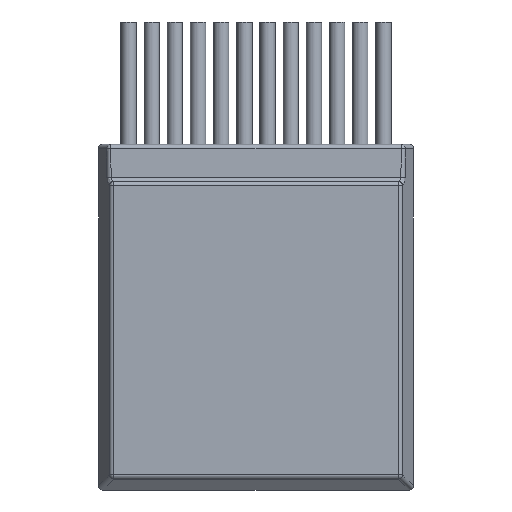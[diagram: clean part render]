
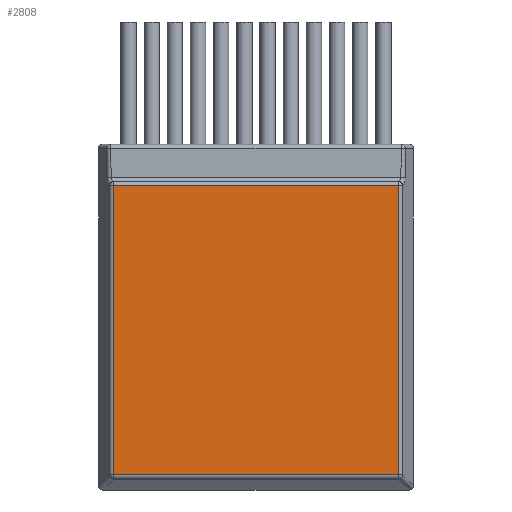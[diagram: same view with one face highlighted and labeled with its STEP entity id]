
A CAD part, front view. The second image highlights one B-rep face of the part: STEP entity #2808.
In plain terms, the highlighted planar face has unit normal (0, -1, 0).
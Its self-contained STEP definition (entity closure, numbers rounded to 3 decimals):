
#79=DIRECTION('',(1.,0.,0.));
#80=VECTOR('',#79,32.546);
#81=CARTESIAN_POINT('',(-16.273,-3.975,-16.523));
#82=LINE('',#81,#80);
#726=DIRECTION('',(-1.,0.,0.));
#727=VECTOR('',#726,32.546);
#728=CARTESIAN_POINT('',(16.273,-3.975,16.523));
#729=LINE('',#728,#727);
#749=DIRECTION('',(0.,0.,1.));
#750=VECTOR('',#749,33.046);
#751=CARTESIAN_POINT('',(16.273,-3.975,-16.523));
#752=LINE('',#751,#750);
#784=DIRECTION('',(0.,0.,-1.));
#785=VECTOR('',#784,33.046);
#786=CARTESIAN_POINT('',(-16.273,-3.975,16.523));
#787=LINE('',#786,#785);
#1245=CARTESIAN_POINT('',(-16.273,-3.975,-16.523));
#1246=VERTEX_POINT('',#1245);
#1247=CARTESIAN_POINT('',(16.273,-3.975,-16.523));
#1248=VERTEX_POINT('',#1247);
#1371=CARTESIAN_POINT('',(16.273,-3.975,16.523));
#1372=VERTEX_POINT('',#1371);
#1373=CARTESIAN_POINT('',(-16.273,-3.975,16.523));
#1374=VERTEX_POINT('',#1373);
#2796=CARTESIAN_POINT('',(0.,-3.975,-18.25));
#2797=DIRECTION('',(0.,-1.,0.));
#2798=DIRECTION('',(0.,0.,-1.));
#2799=AXIS2_PLACEMENT_3D('',#2796,#2797,#2798);
#2800=PLANE('',#2799);
#2801=ORIENTED_EDGE('',*,*,#2745,.F.);
#2802=ORIENTED_EDGE('',*,*,#1578,.F.);
#2804=ORIENTED_EDGE('',*,*,#2803,.F.);
#2805=ORIENTED_EDGE('',*,*,#2684,.F.);
#2806=EDGE_LOOP('',(#2801,#2802,#2804,#2805));
#2807=FACE_OUTER_BOUND('',#2806,.F.);
#2808=ADVANCED_FACE('',(#2807),#2800,.T.);
#1578=EDGE_CURVE('',#1246,#1248,#82,.T.);
#2684=EDGE_CURVE('',#1372,#1374,#729,.T.);
#2745=EDGE_CURVE('',#1248,#1372,#752,.T.);
#2803=EDGE_CURVE('',#1374,#1246,#787,.T.);
